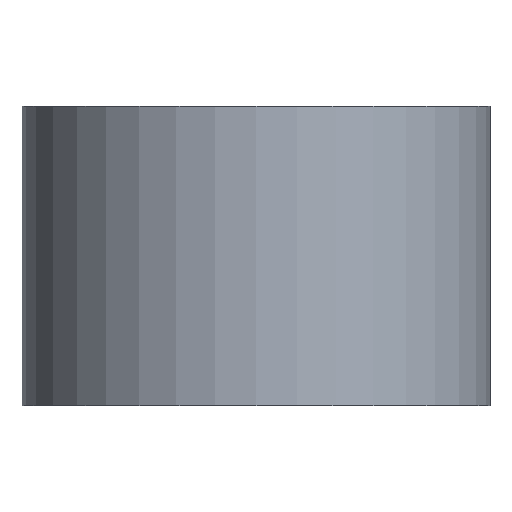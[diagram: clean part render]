
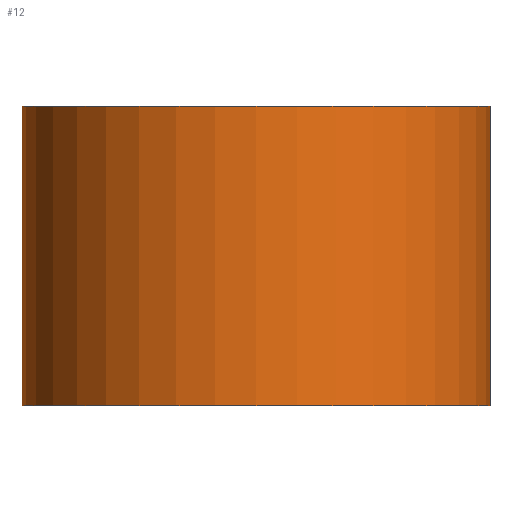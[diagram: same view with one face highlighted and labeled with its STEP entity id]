
A CAD part, front view. The second image highlights one B-rep face of the part: STEP entity #12.
In plain terms, the highlighted cylindrical face has radius 12.5 mm (diameter 25 mm), a partial arc.
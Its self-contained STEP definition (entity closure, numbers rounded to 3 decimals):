
#3 = AXIS2_PLACEMENT_3D ( 'NONE', #231, #74, #157 ) ;
#6 = EDGE_LOOP ( 'NONE', ( #226, #169, #273, #178 ) ) ;
#12 = ADVANCED_FACE ( 'NONE', ( #180 ), #275, .T. ) ;
#15 = VERTEX_POINT ( 'NONE', #312 ) ;
#21 = EDGE_CURVE ( 'NONE', #140, #15, #204, .T. ) ;
#27 = CARTESIAN_POINT ( 'NONE',  ( 0., 0., 0. ) ) ;
#33 = DIRECTION ( 'NONE',  ( 0., 0., 1. ) ) ;
#47 = DIRECTION ( 'NONE',  ( 0., 0., 1. ) ) ;
#64 = CARTESIAN_POINT ( 'NONE',  ( -12.5, 0., 0. ) ) ;
#74 = DIRECTION ( 'NONE',  ( 0., 0., 1. ) ) ;
#78 = DIRECTION ( 'NONE',  ( 0., 0., 1. ) ) ;
#84 = LINE ( 'NONE', #168, #139 ) ;
#90 = CARTESIAN_POINT ( 'NONE',  ( 0., 0., 40. ) ) ;
#101 = DIRECTION ( 'NONE',  ( 0., 0., 1. ) ) ;
#108 = EDGE_CURVE ( 'NONE', #306, #15, #300, .T. ) ;
#130 = EDGE_CURVE ( 'NONE', #197, #306, #210, .T. ) ;
#132 = CARTESIAN_POINT ( 'NONE',  ( -12.5, 0., 16. ) ) ;
#139 = VECTOR ( 'NONE', #33, 1000. ) ;
#140 = VERTEX_POINT ( 'NONE', #132 ) ;
#154 = AXIS2_PLACEMENT_3D ( 'NONE', #90, #47, #252 ) ;
#157 = DIRECTION ( 'NONE',  ( 1., 0., 0. ) ) ;
#168 = CARTESIAN_POINT ( 'NONE',  ( -12.5, 0., 40. ) ) ;
#169 = ORIENTED_EDGE ( 'NONE', *, *, #130, .T. ) ;
#171 = VECTOR ( 'NONE', #101, 1000. ) ;
#178 = ORIENTED_EDGE ( 'NONE', *, *, #21, .F. ) ;
#180 = FACE_OUTER_BOUND ( 'NONE', #6, .T. ) ;
#197 = VERTEX_POINT ( 'NONE', #64 ) ;
#204 = CIRCLE ( 'NONE', #3, 12.5 ) ;
#210 = CIRCLE ( 'NONE', #265, 12.5 ) ;
#226 = ORIENTED_EDGE ( 'NONE', *, *, #283, .F. ) ;
#231 = CARTESIAN_POINT ( 'NONE',  ( 0., 0., 16. ) ) ;
#252 = DIRECTION ( 'NONE',  ( 1., 0., 0. ) ) ;
#254 = DIRECTION ( 'NONE',  ( 1., 0., 0. ) ) ;
#265 = AXIS2_PLACEMENT_3D ( 'NONE', #27, #78, #254 ) ;
#266 = CARTESIAN_POINT ( 'NONE',  ( 12.5, 0., 0. ) ) ;
#273 = ORIENTED_EDGE ( 'NONE', *, *, #108, .T. ) ;
#275 = CYLINDRICAL_SURFACE ( 'NONE', #154, 12.5 ) ;
#283 = EDGE_CURVE ( 'NONE', #197, #140, #84, .T. ) ;
#300 = LINE ( 'NONE', #327, #171 ) ;
#306 = VERTEX_POINT ( 'NONE', #266 ) ;
#312 = CARTESIAN_POINT ( 'NONE',  ( 12.5, 0., 16. ) ) ;
#327 = CARTESIAN_POINT ( 'NONE',  ( 12.5, 0., 40. ) ) ;
